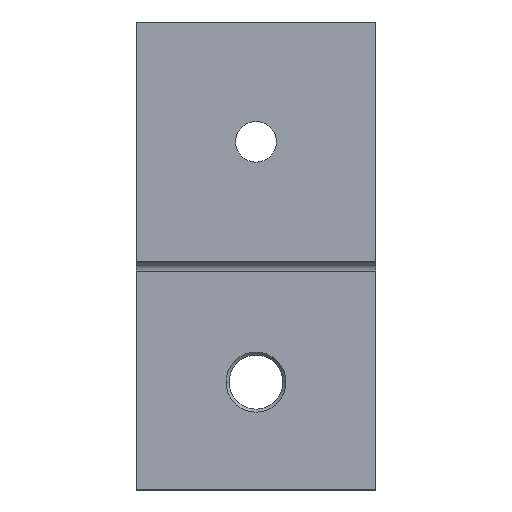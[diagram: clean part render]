
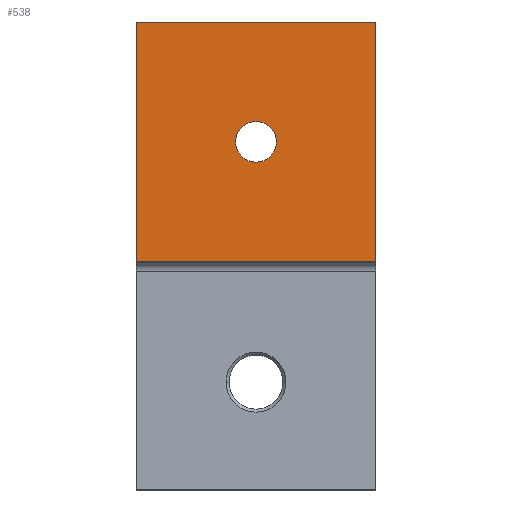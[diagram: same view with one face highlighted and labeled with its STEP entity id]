
A CAD part, top view. The second image highlights one B-rep face of the part: STEP entity #538.
In plain terms, the highlighted planar face has unit normal (0, 0, 1).
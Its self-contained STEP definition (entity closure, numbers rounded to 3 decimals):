
#2 = VERTEX_POINT ( 'NONE', #711 ) ;
#57 = CARTESIAN_POINT ( 'NONE',  ( 3.4, 0., 0. ) ) ;
#66 = CARTESIAN_POINT ( 'NONE',  ( 0., 0., 0. ) ) ;
#108 = CARTESIAN_POINT ( 'NONE',  ( 0., 0., 0. ) ) ;
#138 = AXIS2_PLACEMENT_3D ( 'NONE', #108, #746, #205 ) ;
#150 = DIRECTION ( 'NONE',  ( 1., 0., 0. ) ) ;
#156 = CIRCLE ( 'NONE', #138, 3.4 ) ;
#176 = VECTOR ( 'NONE', #894, 1000. ) ;
#188 = CARTESIAN_POINT ( 'NONE',  ( -20., 20., 0. ) ) ;
#205 = DIRECTION ( 'NONE',  ( 1., 0., 0. ) ) ;
#211 = VERTEX_POINT ( 'NONE', #540 ) ;
#249 = DIRECTION ( 'NONE',  ( -1., 0., 0. ) ) ;
#320 = CARTESIAN_POINT ( 'NONE',  ( -20., -20., 0. ) ) ;
#331 = LINE ( 'NONE', #378, #788 ) ;
#374 = DIRECTION ( 'NONE',  ( 0., 0., -1. ) ) ;
#378 = CARTESIAN_POINT ( 'NONE',  ( 20., -20., 0. ) ) ;
#383 = VERTEX_POINT ( 'NONE', #1044 ) ;
#389 = FACE_BOUND ( 'NONE', #578, .T. ) ;
#398 = VECTOR ( 'NONE', #249, 1000. ) ;
#421 = LINE ( 'NONE', #889, #176 ) ;
#434 = VECTOR ( 'NONE', #686, 1000. ) ;
#465 = VERTEX_POINT ( 'NONE', #877 ) ;
#472 = AXIS2_PLACEMENT_3D ( 'NONE', #66, #690, #150 ) ;
#515 = EDGE_CURVE ( 'NONE', #2, #465, #421, .T. ) ;
#528 = AXIS2_PLACEMENT_3D ( 'NONE', #188, #374, #1000 ) ;
#538 = ADVANCED_FACE ( 'NONE', ( #389, #1072 ), #622, .F. ) ;
#540 = CARTESIAN_POINT ( 'NONE',  ( 20., 20., 0. ) ) ;
#558 = CARTESIAN_POINT ( 'NONE',  ( -3.4, 0., 0. ) ) ;
#563 = EDGE_CURVE ( 'NONE', #465, #211, #331, .T. ) ;
#564 = ORIENTED_EDGE ( 'NONE', *, *, #563, .T. ) ;
#578 = EDGE_LOOP ( 'NONE', ( #893, #695 ) ) ;
#603 = CARTESIAN_POINT ( 'NONE',  ( -20., 20., 0. ) ) ;
#614 = VERTEX_POINT ( 'NONE', #558 ) ;
#622 = PLANE ( 'NONE',  #528 ) ;
#643 = ORIENTED_EDGE ( 'NONE', *, *, #672, .T. ) ;
#651 = VERTEX_POINT ( 'NONE', #57 ) ;
#670 = CIRCLE ( 'NONE', #472, 3.4 ) ;
#672 = EDGE_CURVE ( 'NONE', #383, #2, #912, .T. ) ;
#686 = DIRECTION ( 'NONE',  ( 0., -1., 0. ) ) ;
#687 = EDGE_CURVE ( 'NONE', #614, #651, #670, .T. ) ;
#690 = DIRECTION ( 'NONE',  ( 0., 0., 1. ) ) ;
#695 = ORIENTED_EDGE ( 'NONE', *, *, #687, .F. ) ;
#711 = CARTESIAN_POINT ( 'NONE',  ( -20., -20., 0. ) ) ;
#727 = ORIENTED_EDGE ( 'NONE', *, *, #515, .T. ) ;
#733 = EDGE_LOOP ( 'NONE', ( #643, #727, #564, #761 ) ) ;
#741 = EDGE_CURVE ( 'NONE', #211, #383, #1041, .T. ) ;
#746 = DIRECTION ( 'NONE',  ( 0., 0., 1. ) ) ;
#761 = ORIENTED_EDGE ( 'NONE', *, *, #741, .T. ) ;
#783 = EDGE_CURVE ( 'NONE', #651, #614, #156, .T. ) ;
#788 = VECTOR ( 'NONE', #1006, 1000. ) ;
#877 = CARTESIAN_POINT ( 'NONE',  ( 20., -20., 0. ) ) ;
#889 = CARTESIAN_POINT ( 'NONE',  ( -20., -20., 0. ) ) ;
#893 = ORIENTED_EDGE ( 'NONE', *, *, #783, .F. ) ;
#894 = DIRECTION ( 'NONE',  ( 1., 0., 0. ) ) ;
#912 = LINE ( 'NONE', #320, #434 ) ;
#1000 = DIRECTION ( 'NONE',  ( -1., 0., 0. ) ) ;
#1006 = DIRECTION ( 'NONE',  ( 0., 1., 0. ) ) ;
#1041 = LINE ( 'NONE', #603, #398 ) ;
#1044 = CARTESIAN_POINT ( 'NONE',  ( -20., 20., 0. ) ) ;
#1072 = FACE_OUTER_BOUND ( 'NONE', #733, .T. ) ;
